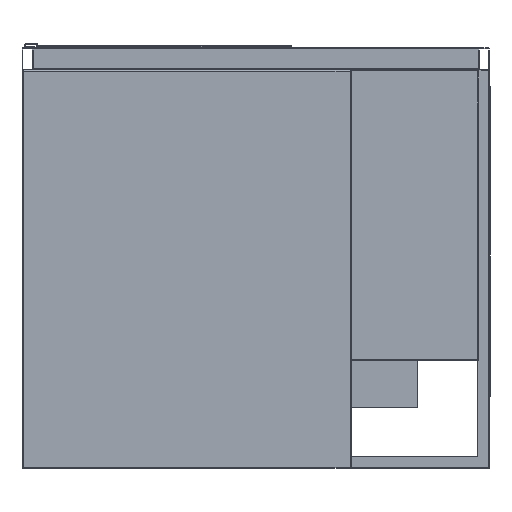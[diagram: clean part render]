
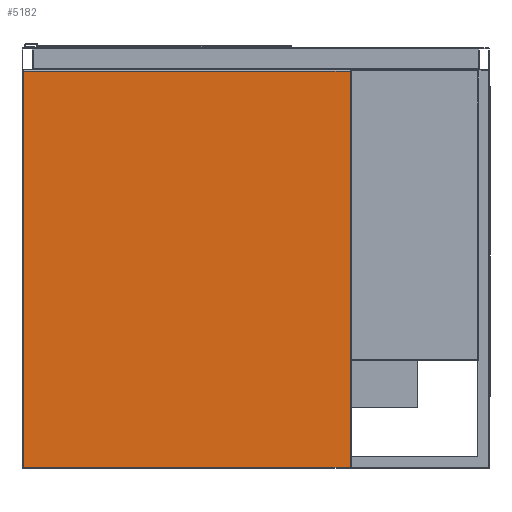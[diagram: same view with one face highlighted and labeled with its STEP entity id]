
A CAD part, front view. The second image highlights one B-rep face of the part: STEP entity #5182.
In plain terms, the highlighted planar face has unit normal (0, -1, 0).
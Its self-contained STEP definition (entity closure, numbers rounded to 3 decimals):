
#17 = CARTESIAN_POINT ( 'NONE',  ( -297.5, -230., -42. ) ) ;
#197 = DIRECTION ( 'NONE',  ( 0., -1., 0. ) ) ;
#2035 = LINE ( 'NONE', #11670, #2693 ) ;
#2195 = ORIENTED_EDGE ( 'NONE', *, *, #11294, .T. ) ;
#2338 = LINE ( 'NONE', #12990, #11686 ) ;
#2505 = DIRECTION ( 'NONE',  ( 0., 0., -1. ) ) ;
#2693 = VECTOR ( 'NONE', #4656, 1000. ) ;
#2732 = VECTOR ( 'NONE', #4854, 1000. ) ;
#3395 = VERTEX_POINT ( 'NONE', #8197 ) ;
#4656 = DIRECTION ( 'NONE',  ( 0., 0., 1. ) ) ;
#4854 = DIRECTION ( 'NONE',  ( -1., 0., 0. ) ) ;
#5182 = ADVANCED_FACE ( 'Fl�che8', ( #5192 ), #9994, .T. ) ;
#5192 = FACE_OUTER_BOUND ( 'NONE', #9339, .T. ) ;
#5595 = EDGE_CURVE ( 'NONE', #3395, #11310, #13644, .T. ) ;
#5798 = VERTEX_POINT ( 'NONE', #14044 ) ;
#6743 = EDGE_CURVE ( 'NONE', #5798, #3395, #2338, .T. ) ;
#6810 = ORIENTED_EDGE ( 'NONE', *, *, #9745, .T. ) ;
#7392 = AXIS2_PLACEMENT_3D ( 'NONE', #7545, #197, #10145 ) ;
#7545 = CARTESIAN_POINT ( 'NONE',  ( -297.5, -230., -760. ) ) ;
#7818 = CARTESIAN_POINT ( 'NONE',  ( -297.5, -230., -758. ) ) ;
#8197 = CARTESIAN_POINT ( 'NONE',  ( -295.5, -230., -758. ) ) ;
#8384 = CARTESIAN_POINT ( 'NONE',  ( 295.5, -230., -758. ) ) ;
#9071 = ORIENTED_EDGE ( 'NONE', *, *, #6743, .T. ) ;
#9339 = EDGE_LOOP ( 'NONE', ( #2195, #9071, #11193, #6810 ) ) ;
#9745 = EDGE_CURVE ( 'NONE', #11310, #9955, #2035, .T. ) ;
#9955 = VERTEX_POINT ( 'NONE', #13535 ) ;
#9994 = PLANE ( 'NONE',  #7392 ) ;
#10145 = DIRECTION ( 'NONE',  ( 0., 0., -1. ) ) ;
#10846 = LINE ( 'NONE', #17, #2732 ) ;
#11193 = ORIENTED_EDGE ( 'NONE', *, *, #5595, .T. ) ;
#11294 = EDGE_CURVE ( 'NONE', #9955, #5798, #10846, .T. ) ;
#11310 = VERTEX_POINT ( 'NONE', #8384 ) ;
#11670 = CARTESIAN_POINT ( 'NONE',  ( 295.5, -230., -760. ) ) ;
#11686 = VECTOR ( 'NONE', #2505, 1000. ) ;
#12990 = CARTESIAN_POINT ( 'NONE',  ( -295.5, -230., -760. ) ) ;
#13535 = CARTESIAN_POINT ( 'NONE',  ( 295.5, -230., -42. ) ) ;
#13644 = LINE ( 'NONE', #7818, #13950 ) ;
#13950 = VECTOR ( 'NONE', #14833, 1000. ) ;
#14044 = CARTESIAN_POINT ( 'NONE',  ( -295.5, -230., -42. ) ) ;
#14833 = DIRECTION ( 'NONE',  ( 1., 0., 0. ) ) ;
